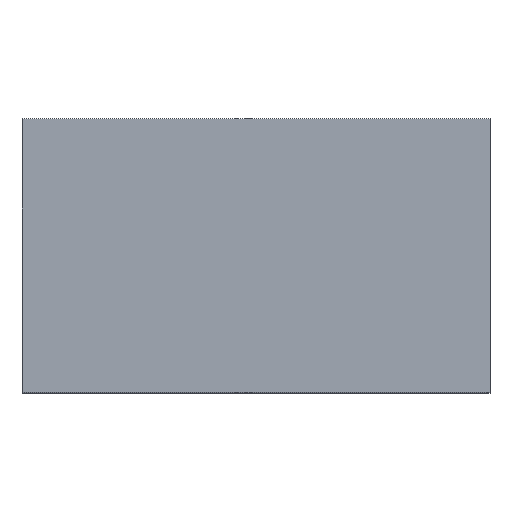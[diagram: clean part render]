
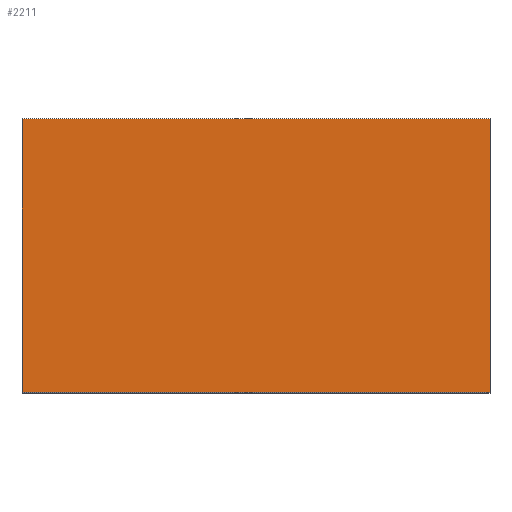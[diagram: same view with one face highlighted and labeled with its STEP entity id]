
A CAD part, top view. The second image highlights one B-rep face of the part: STEP entity #2211.
In plain terms, the highlighted planar face has unit normal (0, 0, 1).
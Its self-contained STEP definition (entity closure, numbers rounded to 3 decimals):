
#234=LINE('',#3707,#370);
#235=LINE('',#3710,#371);
#236=LINE('',#3712,#372);
#237=LINE('',#3714,#373);
#370=VECTOR('',#2599,1000.);
#371=VECTOR('',#2600,1000.);
#372=VECTOR('',#2601,1000.);
#373=VECTOR('',#2602,1000.);
#456=PLANE('',#2305);
#798=ORIENTED_EDGE('',*,*,#1115,.T.);
#799=ORIENTED_EDGE('',*,*,#1116,.F.);
#800=ORIENTED_EDGE('',*,*,#1117,.F.);
#801=ORIENTED_EDGE('',*,*,#1118,.T.);
#1115=EDGE_CURVE('',#1273,#1274,#234,.T.);
#1116=EDGE_CURVE('',#1275,#1274,#235,.T.);
#1117=EDGE_CURVE('',#1276,#1275,#236,.T.);
#1118=EDGE_CURVE('',#1276,#1273,#237,.T.);
#1273=VERTEX_POINT('',#3708);
#1274=VERTEX_POINT('',#3709);
#1275=VERTEX_POINT('',#3711);
#1276=VERTEX_POINT('',#3713);
#1378=EDGE_LOOP('',(#798,#799,#800,#801));
#1484=FACE_BOUND('',#1378,.T.);
#2211=ADVANCED_FACE('',(#1484),#456,.F.);
#2305=AXIS2_PLACEMENT_3D('',#3706,#2597,#2598);
#2597=DIRECTION('',(0.,0.,-1.));
#2598=DIRECTION('',(-1.,0.,0.));
#2599=DIRECTION('',(-1.,0.,0.));
#2600=DIRECTION('',(0.,1.,0.));
#2601=DIRECTION('',(-1.,0.,0.));
#2602=DIRECTION('',(0.,1.,0.));
#3706=CARTESIAN_POINT('',(13.25,-7.75,12.1));
#3707=CARTESIAN_POINT('',(13.25,7.75,12.1));
#3708=CARTESIAN_POINT('',(13.25,7.75,12.1));
#3709=CARTESIAN_POINT('',(-13.25,7.75,12.1));
#3710=CARTESIAN_POINT('',(-13.25,-7.75,12.1));
#3711=CARTESIAN_POINT('',(-13.25,-7.75,12.1));
#3712=CARTESIAN_POINT('',(13.25,-7.75,12.1));
#3713=CARTESIAN_POINT('',(13.25,-7.75,12.1));
#3714=CARTESIAN_POINT('',(13.25,-7.75,12.1));
